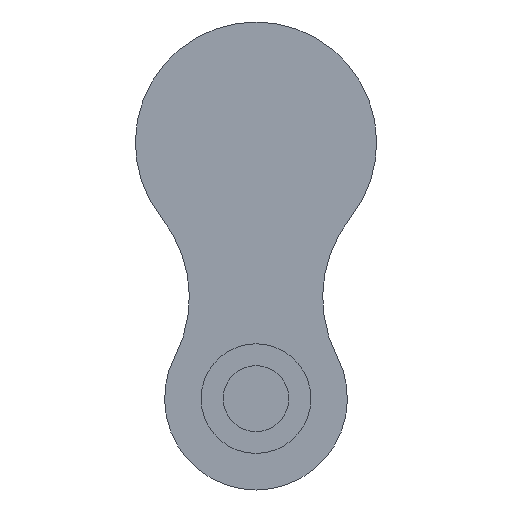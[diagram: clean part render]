
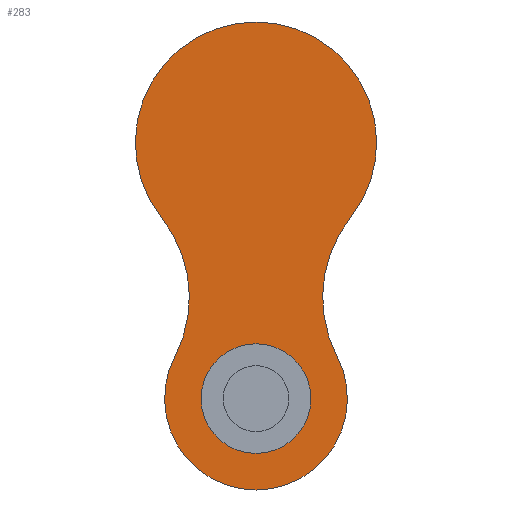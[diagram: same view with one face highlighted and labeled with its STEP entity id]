
A CAD part, front view. The second image highlights one B-rep face of the part: STEP entity #283.
In plain terms, the highlighted planar face has unit normal (0, -1, 0).
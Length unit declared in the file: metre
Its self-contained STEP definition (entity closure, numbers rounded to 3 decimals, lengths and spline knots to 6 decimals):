
#17=PLANE('',#339);
#92=ORIENTED_EDGE('',*,*,#134,.F.);
#93=ORIENTED_EDGE('',*,*,#122,.F.);
#94=ORIENTED_EDGE('',*,*,#126,.T.);
#95=ORIENTED_EDGE('',*,*,#129,.F.);
#96=ORIENTED_EDGE('',*,*,#132,.T.);
#122=EDGE_CURVE('',#152,#153,#178,.T.);
#126=EDGE_CURVE('',#152,#156,#180,.T.);
#129=EDGE_CURVE('',#158,#156,#182,.T.);
#132=EDGE_CURVE('',#158,#153,#184,.T.);
#134=EDGE_CURVE('',#160,#160,#186,.T.);
#152=VERTEX_POINT('',#498);
#153=VERTEX_POINT('',#499);
#156=VERTEX_POINT('',#507);
#158=VERTEX_POINT('',#513);
#160=VERTEX_POINT('',#523);
#178=CIRCLE('',#327,0.035);
#180=CIRCLE('',#330,0.033);
#182=CIRCLE('',#333,0.035);
#184=CIRCLE('',#336,0.025);
#186=CIRCLE('',#340,0.015);
#213=EDGE_LOOP('',(#92));
#214=EDGE_LOOP('',(#93,#94,#95,#96));
#245=FACE_BOUND('',#213,.T.);
#246=FACE_BOUND('',#214,.T.);
#283=ADVANCED_FACE('',(#245,#246),#17,.F.);
#327=AXIS2_PLACEMENT_3D('',#497,#406,#407);
#330=AXIS2_PLACEMENT_3D('',#506,#414,#415);
#333=AXIS2_PLACEMENT_3D('',#512,#421,#422);
#336=AXIS2_PLACEMENT_3D('',#518,#428,#429);
#339=AXIS2_PLACEMENT_3D('',#521,#434,#435);
#340=AXIS2_PLACEMENT_3D('',#522,#436,#437);
#406=DIRECTION('',(0.,-1.,0.));
#407=DIRECTION('',(0.,0.,-1.));
#414=DIRECTION('',(0.,-1.,0.));
#415=DIRECTION('',(0.,0.,-1.));
#421=DIRECTION('',(0.,-1.,0.));
#422=DIRECTION('',(0.,0.,-1.));
#428=DIRECTION('',(0.,-1.,0.));
#429=DIRECTION('',(0.,0.,-1.));
#434=DIRECTION('',(0.,1.,0.));
#435=DIRECTION('',(1.,0.,0.));
#436=DIRECTION('',(0.,-1.,0.));
#437=DIRECTION('',(0.,0.,-1.));
#497=CARTESIAN_POINT('',(0.053231,-0.07,-0.042314));
#498=CARTESIAN_POINT('',(0.025833,-0.07,-0.020535));
#499=CARTESIAN_POINT('',(0.022179,-0.07,-0.058464));
#506=CARTESIAN_POINT('',(0.,-0.07,0.));
#507=CARTESIAN_POINT('',(-0.025833,-0.07,-0.020535));
#512=CARTESIAN_POINT('',(-0.053231,-0.07,-0.042314));
#513=CARTESIAN_POINT('',(-0.022179,-0.07,-0.058464));
#518=CARTESIAN_POINT('',(0.,-0.07,-0.07));
#521=CARTESIAN_POINT('',(0.,-0.07,-0.031));
#522=CARTESIAN_POINT('',(0.,-0.07,-0.07));
#523=CARTESIAN_POINT('',(0.,-0.07,-0.085));
